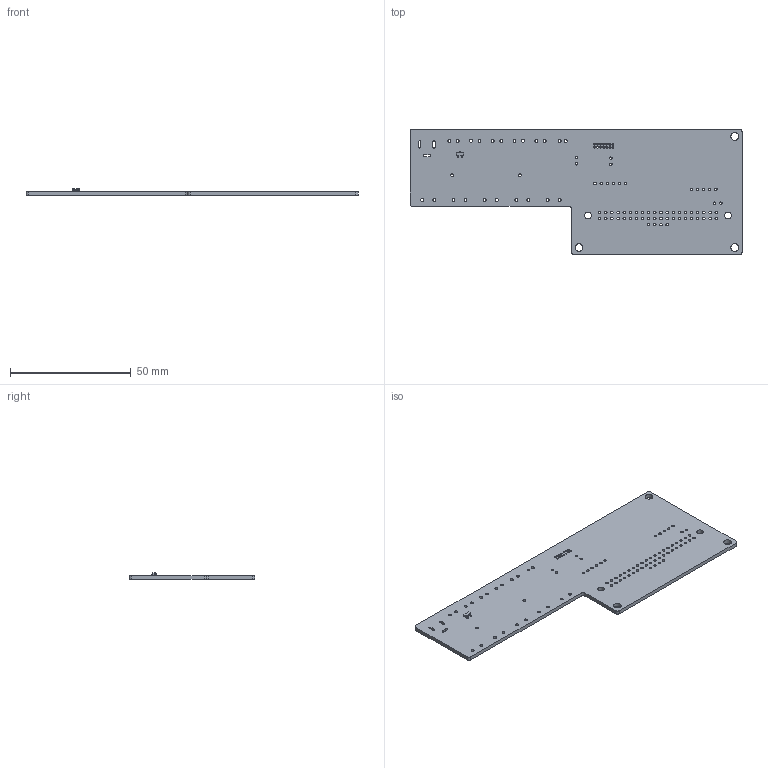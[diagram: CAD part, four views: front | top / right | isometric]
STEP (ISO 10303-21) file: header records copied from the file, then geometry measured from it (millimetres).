
FILE_DESCRIPTION(('FreeCAD Model'),'2;1');
FILE_NAME('Open CASCADE Shape Model','2021-06-18T11:21:06',('Author'),( ''),'Open CASCADE STEP processor 7.4','FreeCAD','Unknown');
FILE_SCHEMA(('AUTOMOTIVE_DESIGN { 1 0 10303 214 1 1 1 1 }'));
Length unit declared in the file: millimetre
Products named in the file (8): qPCR-root; Board_Geoms_61a8; Local_CS_61a8; Pcb_61a8; PCB_Sketch_61a8; Step_Models_61a8; Top_61a8; Q4_SOT_23_60CA186C
Assembly tree (7 placements, depth 4):
  qPCR-root
    Board_Geoms_61a8
      Local_CS_61a8
      Pcb_61a8
      PCB_Sketch_61a8
    Step_Models_61a8
      Top_61a8
        Q4_SOT_23_60CA186C
Bounding box: 137.5 x 52 x 2.8 mm (x, y, z)
Volume: 9099.1 mm3; surface area: 12601.6 mm2
Topology: 2 solids, 2 shells, 212 faces, 597 edges, 401 vertices
Faces by surface type: cylinder 134, plane 51, bspline 27
Full cylindrical faces by diameter (mm): 0.7 x14, 1 x56, 1.016 x5, 1.2 x24, 2.75 x2, 3.2 x3
Entity records: 8071 total; most frequent: CARTESIAN_POINT 1334, DIRECTION 1228, ORIENTED_EDGE 1164, EDGE_CURVE 582, AXIS2_PLACEMENT_3D 470, FACE_BOUND 426, EDGE_LOOP 426, VERTEX_POINT 374
